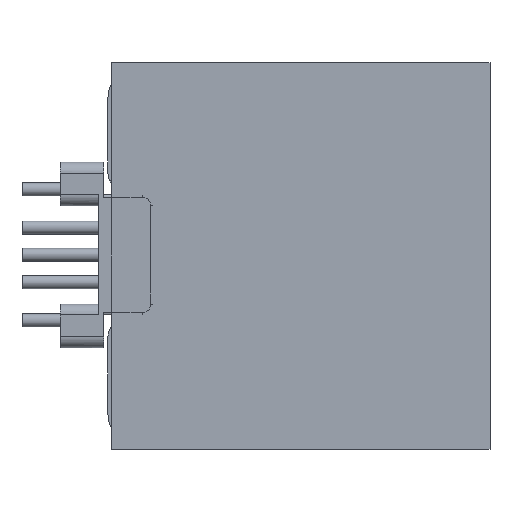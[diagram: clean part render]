
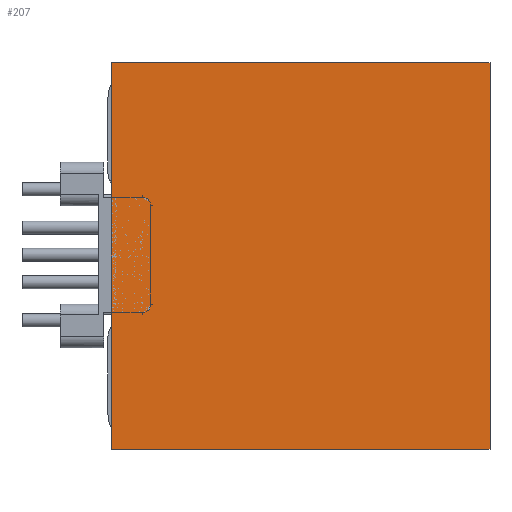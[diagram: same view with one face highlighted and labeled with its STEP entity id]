
A CAD part, left-side view. The second image highlights one B-rep face of the part: STEP entity #207.
In plain terms, the highlighted free-form (B-spline) face has degree [1, 1] with [2, 2] control points.
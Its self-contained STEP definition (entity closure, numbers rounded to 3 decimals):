
#207 = ADVANCED_FACE('',(#208),#238,.T.);
#208 = FACE_BOUND('',#209,.T.);
#209 = EDGE_LOOP('',(#210,#219,#226,#233));
#210 = ORIENTED_EDGE('',*,*,#211,.F.);
#211 = EDGE_CURVE('',#212,#214,#216,.T.);
#212 = VERTEX_POINT('',#213);
#213 = CARTESIAN_POINT('',(-12.836,-42.047,
    20.918));
#214 = VERTEX_POINT('',#215);
#215 = CARTESIAN_POINT('',(-12.836,-42.047,
    -21.156));
#216 = B_SPLINE_CURVE_WITH_KNOTS('',1,(#217,#218),.UNSPECIFIED.,.F.,.F.,
  (2,2),(-0.2,35.2),.PIECEWISE_BEZIER_KNOTS.);
#217 = CARTESIAN_POINT('',(-12.836,-42.047,
    20.918));
#218 = CARTESIAN_POINT('',(-12.836,-42.047,
    -21.156));
#219 = ORIENTED_EDGE('',*,*,#220,.F.);
#220 = EDGE_CURVE('',#221,#212,#223,.T.);
#221 = VERTEX_POINT('',#222);
#222 = CARTESIAN_POINT('',(-12.836,-0.806,
    20.918));
#223 = B_SPLINE_CURVE_WITH_KNOTS('',1,(#224,#225),.UNSPECIFIED.,.F.,.F.,
  (2,2),(0.,34.7),.PIECEWISE_BEZIER_KNOTS.);
#224 = CARTESIAN_POINT('',(-12.836,-0.806,
    20.918));
#225 = CARTESIAN_POINT('',(-12.836,-42.047,
    20.918));
#226 = ORIENTED_EDGE('',*,*,#227,.T.);
#227 = EDGE_CURVE('',#221,#228,#230,.T.);
#228 = VERTEX_POINT('',#229);
#229 = CARTESIAN_POINT('',(-12.836,-0.806,
    -21.156));
#230 = B_SPLINE_CURVE_WITH_KNOTS('',1,(#231,#232),.UNSPECIFIED.,.F.,.F.,
  (2,2),(-0.2,35.2),.PIECEWISE_BEZIER_KNOTS.);
#231 = CARTESIAN_POINT('',(-12.836,-0.806,
    20.918));
#232 = CARTESIAN_POINT('',(-12.836,-0.806,
    -21.156));
#233 = ORIENTED_EDGE('',*,*,#234,.T.);
#234 = EDGE_CURVE('',#228,#214,#235,.T.);
#235 = B_SPLINE_CURVE_WITH_KNOTS('',1,(#236,#237),.UNSPECIFIED.,.F.,.F.,
  (2,2),(0.,34.7),.PIECEWISE_BEZIER_KNOTS.);
#236 = CARTESIAN_POINT('',(-12.836,-0.806,
    -21.156));
#237 = CARTESIAN_POINT('',(-12.836,-42.047,
    -21.156));
#238 = B_SPLINE_SURFACE_WITH_KNOTS('',1,1,(
    (#239,#240)
    ,(#241,#242
    )),.UNSPECIFIED.,.F.,.F.,.F.,(2,2),(2,2),(-35.2,0.2),(-34.7,0.),
  .PIECEWISE_BEZIER_KNOTS.);
#239 = CARTESIAN_POINT('',(-12.836,-42.047,
    -21.156));
#240 = CARTESIAN_POINT('',(-12.836,-0.806,
    -21.156));
#241 = CARTESIAN_POINT('',(-12.836,-42.047,
    20.918));
#242 = CARTESIAN_POINT('',(-12.836,-0.806,
    20.918));
